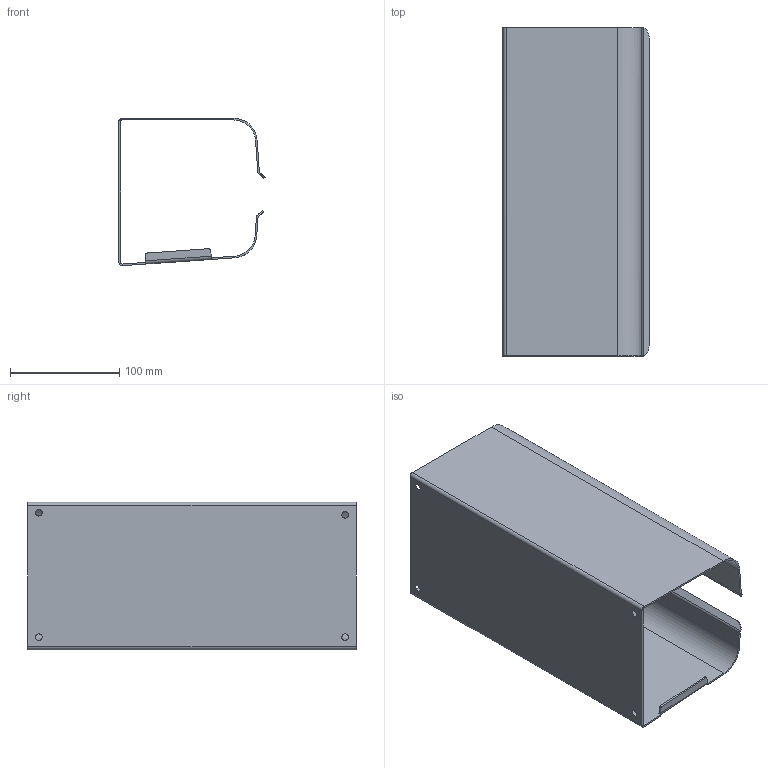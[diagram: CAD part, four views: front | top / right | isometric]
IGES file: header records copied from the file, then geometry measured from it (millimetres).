
Global section: file name: 383_B; native system: Autodesk Inventor 2022; preprocessor: unknown; author: R. Madlener; date: 20230228.112347; units: millimetre
Bounding box: 133.64 x 300 x 134.78 mm (x, y, z)
Volume: 209605 mm3; surface area: 282052.9 mm2
Topology: 1 solids, 1 shells, 101 faces, 241 edges, 142 vertices
Faces by surface type: bspline 101
